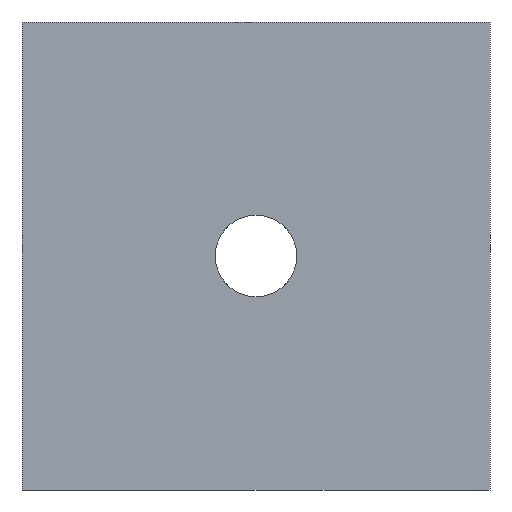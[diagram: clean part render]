
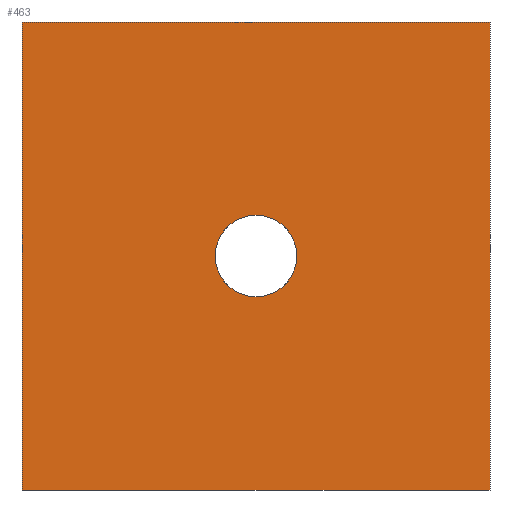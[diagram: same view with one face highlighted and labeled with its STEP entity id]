
A CAD part, front view. The second image highlights one B-rep face of the part: STEP entity #463.
In plain terms, the highlighted planar face has unit normal (0, -1, 0).
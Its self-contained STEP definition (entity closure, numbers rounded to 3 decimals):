
#15=FACE_BOUND('',#55,.T.);
#30=FACE_OUTER_BOUND('',#54,.T.);
#54=EDGE_LOOP('',(#352,#353,#354,#355));
#55=EDGE_LOOP('',(#356));
#67=CIRCLE('',#491,0.611);
#104=LINE('',#717,#163);
#105=LINE('',#720,#164);
#106=LINE('',#722,#165);
#107=LINE('',#723,#166);
#163=VECTOR('',#590,10.);
#164=VECTOR('',#593,10.);
#165=VECTOR('',#594,10.);
#166=VECTOR('',#595,10.);
#192=VERTEX_POINT('',#646);
#214=VERTEX_POINT('',#713);
#215=VERTEX_POINT('',#715);
#216=VERTEX_POINT('',#719);
#217=VERTEX_POINT('',#721);
#234=EDGE_CURVE('',#192,#192,#67,.T.);
#270=EDGE_CURVE('',#214,#215,#104,.T.);
#271=EDGE_CURVE('',#214,#216,#105,.T.);
#272=EDGE_CURVE('',#217,#215,#106,.T.);
#273=EDGE_CURVE('',#216,#217,#107,.T.);
#352=ORIENTED_EDGE('',*,*,#271,.F.);
#353=ORIENTED_EDGE('',*,*,#270,.T.);
#354=ORIENTED_EDGE('',*,*,#272,.F.);
#355=ORIENTED_EDGE('',*,*,#273,.F.);
#356=ORIENTED_EDGE('',*,*,#234,.T.);
#439=PLANE('',#507);
#463=ADVANCED_FACE('',(#30,#15),#439,.T.);
#491=AXIS2_PLACEMENT_3D('',#647,#527,#528);
#507=AXIS2_PLACEMENT_3D('',#718,#591,#592);
#527=DIRECTION('center_axis',(0.,1.,0.));
#528=DIRECTION('ref_axis',(0.,0.,-1.));
#590=DIRECTION('',(0.,0.,1.));
#591=DIRECTION('center_axis',(0.,-1.,0.));
#592=DIRECTION('ref_axis',(1.,0.,0.));
#593=DIRECTION('',(-1.,0.,0.));
#594=DIRECTION('',(1.,0.,0.));
#595=DIRECTION('',(0.,0.,1.));
#646=CARTESIAN_POINT('',(3.5,4.167,-1.556));
#647=CARTESIAN_POINT('Origin',(3.5,4.167,-2.167));
#713=CARTESIAN_POINT('',(7.,4.167,-5.667));
#715=CARTESIAN_POINT('',(7.,4.167,1.333));
#717=CARTESIAN_POINT('',(7.,4.167,-5.667));
#718=CARTESIAN_POINT('Origin',(0.,4.167,-5.667));
#719=CARTESIAN_POINT('',(0.,4.167,-5.667));
#720=CARTESIAN_POINT('',(3.5,4.167,-5.667));
#721=CARTESIAN_POINT('',(0.,4.167,1.333));
#722=CARTESIAN_POINT('',(3.5,4.167,1.333));
#723=CARTESIAN_POINT('',(0.,4.167,-5.667));
